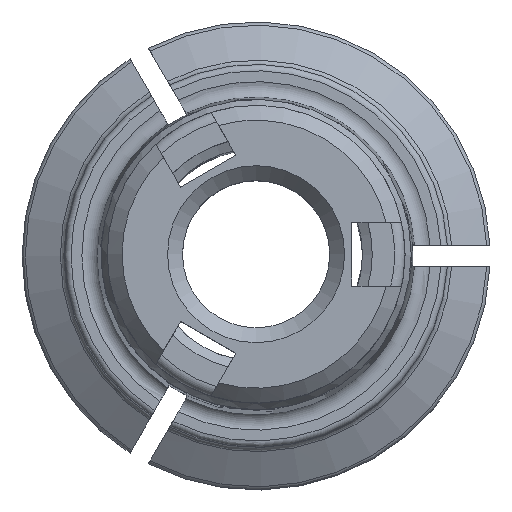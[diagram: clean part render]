
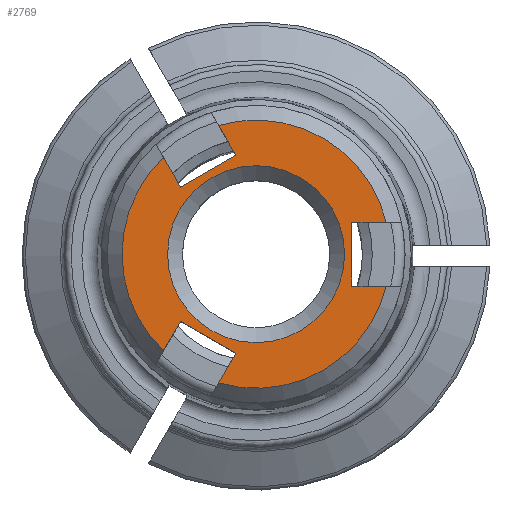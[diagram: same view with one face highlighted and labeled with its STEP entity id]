
A CAD part, top view. The second image highlights one B-rep face of the part: STEP entity #2769.
In plain terms, the highlighted planar face has unit normal (0, 0, 1).
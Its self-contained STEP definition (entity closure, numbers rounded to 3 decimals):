
#56=LINE('',#3766,#182);
#66=LINE('',#3801,#192);
#76=LINE('',#3876,#202);
#86=LINE('',#3913,#212);
#96=LINE('',#3939,#222);
#106=LINE('',#3970,#232);
#112=LINE('',#4002,#238);
#113=LINE('',#4004,#239);
#114=LINE('',#4006,#240);
#182=VECTOR('',#3122,1000.);
#192=VECTOR('',#3134,1000.);
#202=VECTOR('',#3186,1000.);
#212=VECTOR('',#3206,1000.);
#222=VECTOR('',#3224,1000.);
#232=VECTOR('',#3244,1000.);
#238=VECTOR('',#3296,1000.);
#239=VECTOR('',#3299,1000.);
#240=VECTOR('',#3302,1000.);
#314=PLANE('',#2936);
#643=ORIENTED_EDGE('',*,*,#1192,.T.);
#644=ORIENTED_EDGE('',*,*,#1148,.T.);
#645=ORIENTED_EDGE('',*,*,#1182,.T.);
#646=ORIENTED_EDGE('',*,*,#1163,.T.);
#647=ORIENTED_EDGE('',*,*,#1185,.T.);
#648=ORIENTED_EDGE('',*,*,#1119,.T.);
#649=ORIENTED_EDGE('',*,*,#1184,.T.);
#650=ORIENTED_EDGE('',*,*,#1135,.T.);
#651=ORIENTED_EDGE('',*,*,#1177,.T.);
#652=ORIENTED_EDGE('',*,*,#1089,.T.);
#653=ORIENTED_EDGE('',*,*,#1183,.T.);
#654=ORIENTED_EDGE('',*,*,#1076,.T.);
#655=ORIENTED_EDGE('',*,*,#1193,.F.);
#1076=EDGE_CURVE('',#1396,#1395,#56,.T.);
#1089=EDGE_CURVE('',#1408,#1407,#66,.T.);
#1119=EDGE_CURVE('',#1432,#1431,#76,.T.);
#1135=EDGE_CURVE('',#1446,#1445,#86,.T.);
#1148=EDGE_CURVE('',#1454,#1453,#96,.T.);
#1163=EDGE_CURVE('',#1466,#1465,#106,.T.);
#1177=EDGE_CURVE('',#1445,#1408,#1631,.T.);
#1182=EDGE_CURVE('',#1453,#1466,#112,.T.);
#1183=EDGE_CURVE('',#1407,#1396,#113,.T.);
#1184=EDGE_CURVE('',#1431,#1446,#114,.T.);
#1185=EDGE_CURVE('',#1465,#1432,#1636,.T.);
#1192=EDGE_CURVE('',#1395,#1454,#1643,.T.);
#1193=EDGE_CURVE('',#1471,#1471,#1644,.T.);
#1395=VERTEX_POINT('',#3765);
#1396=VERTEX_POINT('',#3767);
#1407=VERTEX_POINT('',#3800);
#1408=VERTEX_POINT('',#3802);
#1431=VERTEX_POINT('',#3875);
#1432=VERTEX_POINT('',#3877);
#1445=VERTEX_POINT('',#3912);
#1446=VERTEX_POINT('',#3914);
#1453=VERTEX_POINT('',#3938);
#1454=VERTEX_POINT('',#3940);
#1465=VERTEX_POINT('',#3969);
#1466=VERTEX_POINT('',#3971);
#1471=VERTEX_POINT('',#4030);
#1631=CIRCLE('',#2906,6.3);
#1636=CIRCLE('',#2920,6.3);
#1643=CIRCLE('',#2935,6.3);
#1644=CIRCLE('',#2937,4.159);
#1761=EDGE_LOOP('',(#643,#644,#645,#646,#647,#648,#649,#650,#651,#652,#653,
#654));
#1762=EDGE_LOOP('',(#655));
#1884=FACE_BOUND('',#1761,.T.);
#1885=FACE_BOUND('',#1762,.T.);
#2769=ADVANCED_FACE('',(#1884,#1885),#314,.T.);
#2906=AXIS2_PLACEMENT_3D('',#3993,#3278,#3279);
#2920=AXIS2_PLACEMENT_3D('',#4010,#3309,#3310);
#2935=AXIS2_PLACEMENT_3D('',#4027,#3339,#3340);
#2936=AXIS2_PLACEMENT_3D('',#4028,#3341,#3342);
#2937=AXIS2_PLACEMENT_3D('',#4029,#3343,#3344);
#3122=DIRECTION('',(-0.5,0.866,0.));
#3134=DIRECTION('',(0.5,-0.866,0.));
#3186=DIRECTION('',(-1.,0.,0.));
#3206=DIRECTION('',(1.,0.,0.));
#3224=DIRECTION('',(0.5,0.866,0.));
#3244=DIRECTION('',(-0.5,-0.866,0.));
#3278=DIRECTION('',(0.,0.,1.));
#3279=DIRECTION('',(1.,0.,0.));
#3296=DIRECTION('',(0.866,-0.5,0.));
#3299=DIRECTION('',(-0.866,-0.5,0.));
#3302=DIRECTION('',(0.,1.,0.));
#3309=DIRECTION('',(0.,0.,1.));
#3310=DIRECTION('',(1.,0.,0.));
#3339=DIRECTION('',(0.,0.,1.));
#3340=DIRECTION('',(1.,0.,0.));
#3341=DIRECTION('',(0.,0.,1.));
#3342=DIRECTION('',(1.,0.,0.));
#3343=DIRECTION('',(0.,0.,1.));
#3344=DIRECTION('',(1.,0.,0.));
#3765=CARTESIAN_POINT('',(-4.358,4.549,50.5));
#3766=CARTESIAN_POINT('',(-3.549,3.147,50.5));
#3767=CARTESIAN_POINT('',(-3.549,3.147,50.5));
#3800=CARTESIAN_POINT('',(-0.951,4.647,50.5));
#3801=CARTESIAN_POINT('',(-2.201,6.812,50.5));
#3802=CARTESIAN_POINT('',(-1.76,6.049,50.5));
#3875=CARTESIAN_POINT('',(4.5,-1.5,50.5));
#3876=CARTESIAN_POINT('',(7.,-1.5,50.5));
#3877=CARTESIAN_POINT('',(6.119,-1.5,50.5));
#3912=CARTESIAN_POINT('',(6.119,1.5,50.5));
#3913=CARTESIAN_POINT('',(4.5,1.5,50.5));
#3914=CARTESIAN_POINT('',(4.5,1.5,50.5));
#3938=CARTESIAN_POINT('',(-3.549,-3.147,50.5));
#3939=CARTESIAN_POINT('',(-4.799,-5.312,50.5));
#3940=CARTESIAN_POINT('',(-4.358,-4.549,50.5));
#3969=CARTESIAN_POINT('',(-1.76,-6.049,50.5));
#3970=CARTESIAN_POINT('',(-0.951,-4.647,50.5));
#3971=CARTESIAN_POINT('',(-0.951,-4.647,50.5));
#3993=CARTESIAN_POINT('',(0.,0.,50.5));
#4002=CARTESIAN_POINT('',(-3.549,-3.147,50.5));
#4004=CARTESIAN_POINT('',(-0.951,4.647,50.5));
#4006=CARTESIAN_POINT('',(4.5,-1.5,50.5));
#4010=CARTESIAN_POINT('',(0.,0.,50.5));
#4027=CARTESIAN_POINT('',(0.,0.,50.5));
#4028=CARTESIAN_POINT('',(0.,3.45,50.5));
#4029=CARTESIAN_POINT('',(0.,0.,50.5));
#4030=CARTESIAN_POINT('',(4.159,0.,50.5));
